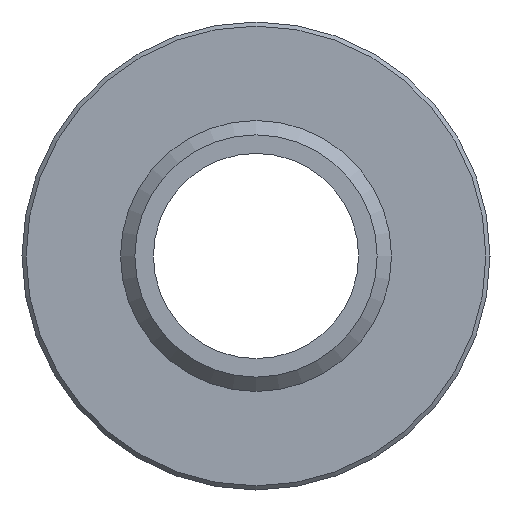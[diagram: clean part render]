
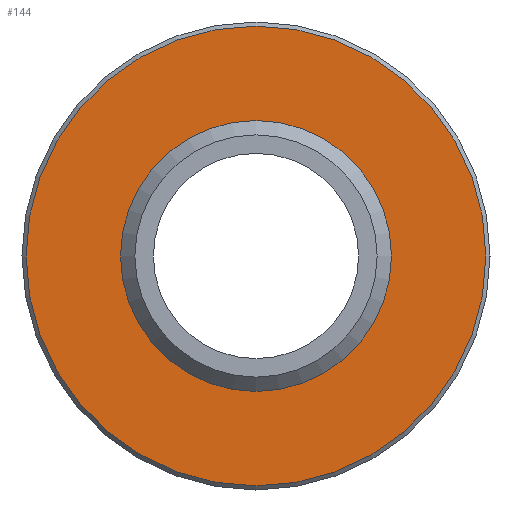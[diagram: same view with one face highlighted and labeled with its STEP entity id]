
A CAD part, left-side view. The second image highlights one B-rep face of the part: STEP entity #144.
In plain terms, the highlighted planar face has unit normal (-1, 0, 0).
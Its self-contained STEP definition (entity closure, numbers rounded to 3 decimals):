
#19=PLANE('',#165);
#32=FACE_BOUND('',#63,.T.);
#44=FACE_OUTER_BOUND('',#62,.T.);
#62=EDGE_LOOP('',(#122));
#63=EDGE_LOOP('',(#123));
#80=CIRCLE('',#164,28.);
#81=CIRCLE('',#166,14.75);
#92=VERTEX_POINT('',#245);
#93=VERTEX_POINT('',#248);
#104=EDGE_CURVE('',#92,#92,#80,.T.);
#105=EDGE_CURVE('',#93,#93,#81,.T.);
#122=ORIENTED_EDGE('',*,*,#104,.T.);
#123=ORIENTED_EDGE('',*,*,#105,.F.);
#144=ADVANCED_FACE('',(#44,#32),#19,.T.);
#164=AXIS2_PLACEMENT_3D('',#246,#202,#203);
#165=AXIS2_PLACEMENT_3D('',#247,#204,#205);
#166=AXIS2_PLACEMENT_3D('',#249,#206,#207);
#202=DIRECTION('center_axis',(-1.,0.,0.));
#203=DIRECTION('ref_axis',(0.,-1.,0.));
#204=DIRECTION('center_axis',(-1.,0.,0.));
#205=DIRECTION('ref_axis',(0.,0.,1.));
#206=DIRECTION('center_axis',(-1.,0.,0.));
#207=DIRECTION('ref_axis',(0.,-1.,0.));
#245=CARTESIAN_POINT('',(17.5,-28.,0.));
#246=CARTESIAN_POINT('Origin',(17.5,0.,0.));
#247=CARTESIAN_POINT('Origin',(17.5,0.,0.));
#248=CARTESIAN_POINT('',(17.5,-14.75,0.));
#249=CARTESIAN_POINT('Origin',(17.5,0.,0.));
